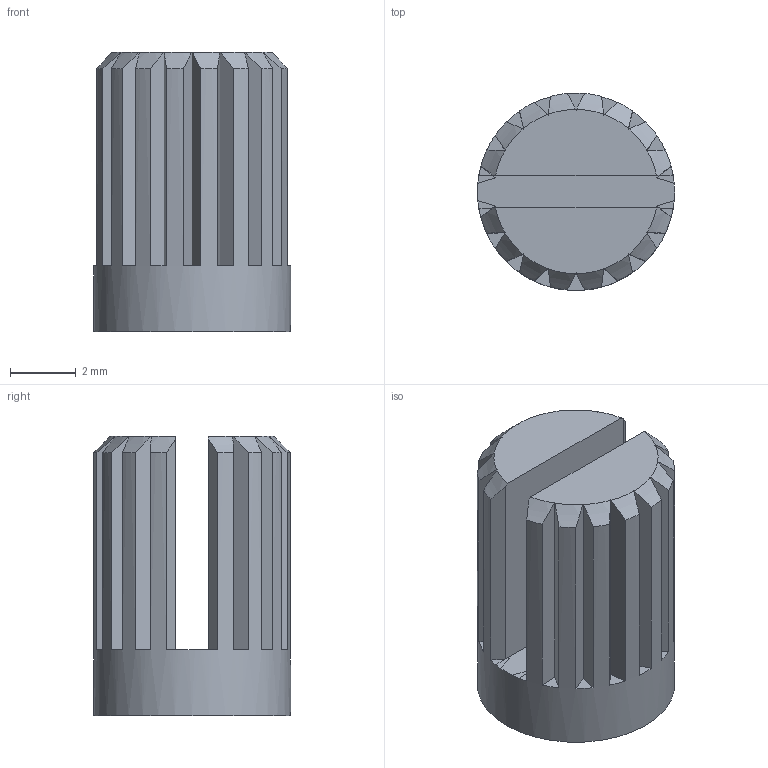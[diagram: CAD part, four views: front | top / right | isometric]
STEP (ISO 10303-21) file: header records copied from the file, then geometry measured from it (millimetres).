
FILE_DESCRIPTION(('FreeCAD Model'),'2;1');
FILE_NAME('15R_Part.step','2019-06-15T19:45:13',( 'Author'),(''),'Open CASCADE STEP processor 7.3','FreeCAD','Unknown' );
FILE_SCHEMA(('AUTOMOTIVE_DESIGN { 1 0 10303 214 1 1 1 1 }'));
Length unit declared in the file: millimetre
Products named in the file (2): RV16_Shaft_15K; RV16_Shaft_15K_
Assembly tree (1 placements, depth 2):
  RV16_Shaft_15K
    RV16_Shaft_15K_
Bounding box: 6 x 6 x 8.5 mm (x, y, z)
Volume: 186.2 mm3; surface area: 324.7 mm2
Topology: 1 solids, 1 shells, 77 faces, 221 edges, 146 vertices
Faces by surface type: plane 60, cone 16, cylinder 1
Full cylindrical faces by diameter (mm): 6 x1
Entity records: 2596 total; most frequent: DIRECTION 473, CARTESIAN_POINT 446, ORIENTED_EDGE 442, EDGE_CURVE 221, AXIS2_PLACEMENT_3D 173, VERTEX_POINT 146, LINE 127, VECTOR 127
